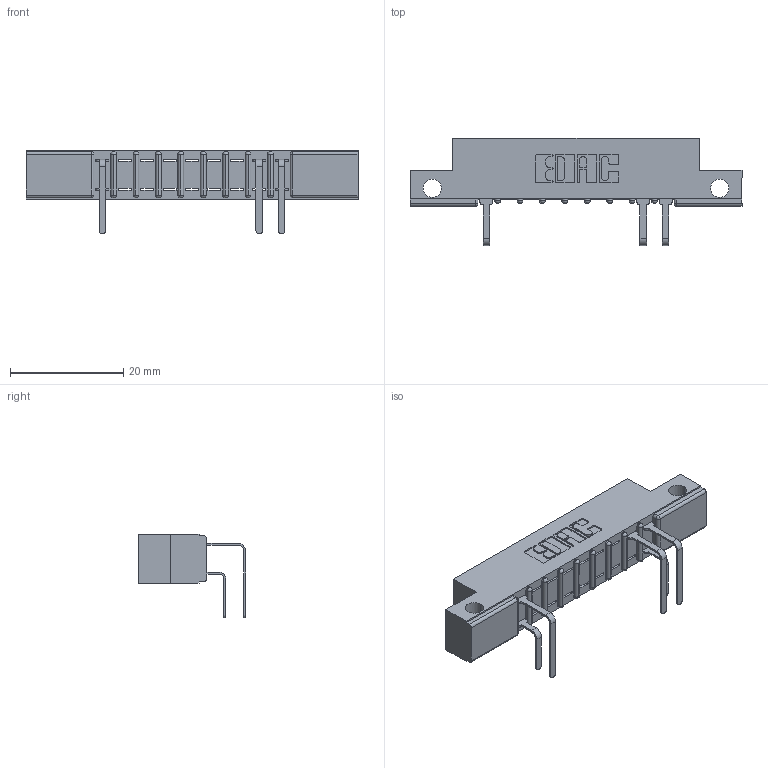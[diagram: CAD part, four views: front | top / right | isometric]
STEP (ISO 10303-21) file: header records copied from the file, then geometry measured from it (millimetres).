
FILE_DESCRIPTION (( 'STEP AP203' ), '1' );
FILE_NAME ('307-018-558-212.STEP', '2018-08-03T23:36:51', ( '' ), ( '' ), 'SwSTEP 2.0', 'SolidWorks 2016', '' );
FILE_SCHEMA (( 'CONFIG_CONTROL_DESIGN' ));
Length unit declared in the file: inch
Products named in the file (4): 307-290-001_558 559 - 1 (Single); 307-290-001_558 - 2 (Single); 307-018-558-212; 307 Part_.128 Dia Side Mounting Holes
Assembly tree (6 placements, depth 2):
  307-018-558-212
    307 Part_.128 Dia Side Mounting Holes
    307-290-001_558 559 - 1 (Single)  x2
    307-290-001_558 - 2 (Single)  x3
Bounding box: 58.67 x 18.96 x 14.81 mm (x, y, z)
Volume: 3619 mm3; surface area: 4716.5 mm2
Topology: 6 solids, 6 shells, 508 faces, 1449 edges, 930 vertices
Faces by surface type: plane 313, cylinder 175, sphere 20
Entity records: 13105 total; most frequent: CARTESIAN_POINT 2210, ORIENTED_EDGE 2198, DIRECTION 2165, EDGE_CURVE 1099, VECTOR 827, LINE 827, VERTEX_POINT 714, AXIS2_PLACEMENT_3D 669
